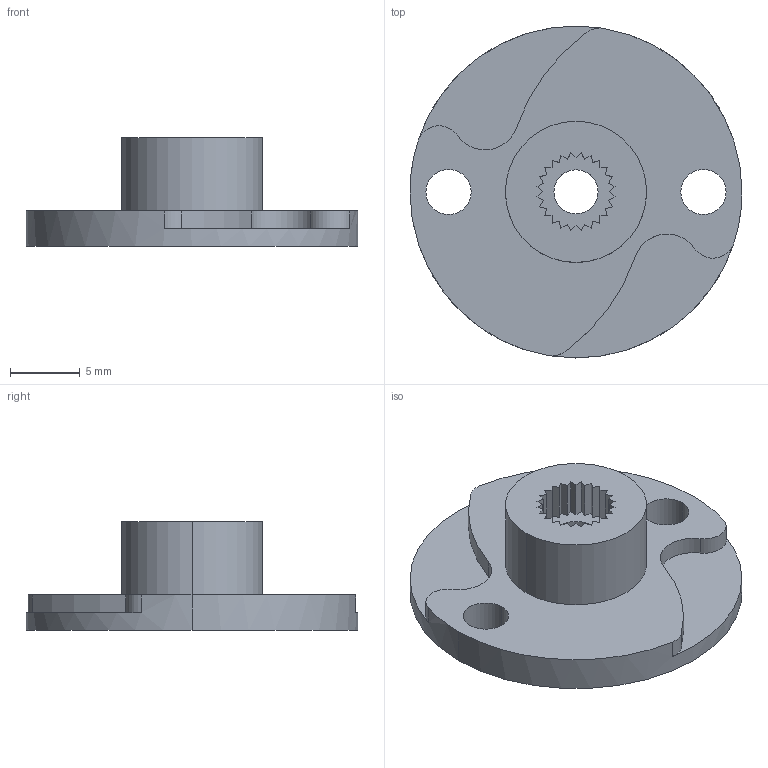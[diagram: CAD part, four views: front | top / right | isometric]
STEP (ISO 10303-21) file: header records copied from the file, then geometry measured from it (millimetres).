
FILE_DESCRIPTION (( 'STEP AP214' ), '1' );
FILE_NAME ('gripper wheel.STEP', '2009-11-06T13:55:11', ( 'Eric Work' ), ( 'Hewlett-Packard' ), 'SwSTEP 2.0', 'SolidWorks 2009', '' );
FILE_SCHEMA (( 'AUTOMOTIVE_DESIGN' ));
Length unit declared in the file: inch
Products named in the file (1): gripper wheel
Bounding box: 23.89 x 23.89 x 7.8 mm (x, y, z)
Volume: 1209.2 mm3; surface area: 1418.3 mm2
Topology: 1 solids, 1 shells, 75 faces, 210 edges, 140 vertices
Faces by surface type: plane 55, cylinder 20
Entity records: 2447 total; most frequent: CARTESIAN_POINT 426, ORIENTED_EDGE 420, DIRECTION 406, EDGE_CURVE 210, VECTOR 166, LINE 166, VERTEX_POINT 140, AXIS2_PLACEMENT_3D 120
